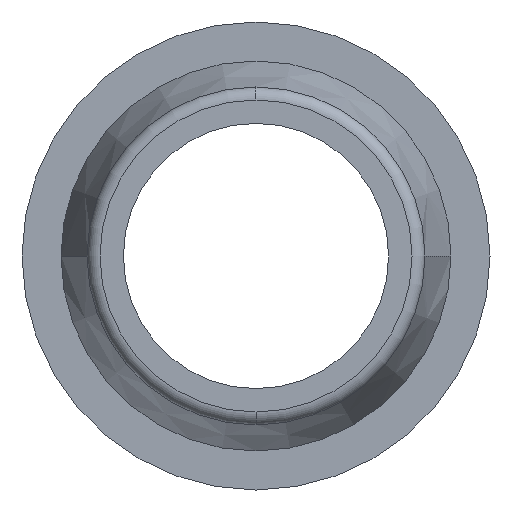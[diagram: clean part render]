
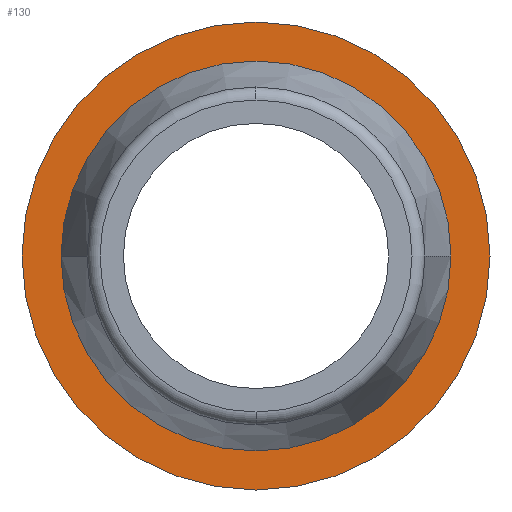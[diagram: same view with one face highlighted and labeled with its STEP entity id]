
A CAD part, front view. The second image highlights one B-rep face of the part: STEP entity #130.
In plain terms, the highlighted planar face has unit normal (0, -1, 0).
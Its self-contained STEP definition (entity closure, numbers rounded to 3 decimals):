
#130=ADVANCED_FACE('',(#285,#286),#287,.T.);
#285=FACE_OUTER_BOUND('',#458,.T.);
#286=FACE_BOUND('',#459,.T.);
#287=PLANE('',#460);
#458=EDGE_LOOP('',(#761,#762));
#459=EDGE_LOOP('',(#763,#764));
#460=AXIS2_PLACEMENT_3D('',#765,#766,#767);
#761=ORIENTED_EDGE('',*,*,#1077,.T.);
#762=ORIENTED_EDGE('',*,*,#1078,.T.);
#763=ORIENTED_EDGE('',*,*,#1035,.F.);
#764=ORIENTED_EDGE('',*,*,#983,.F.);
#765=CARTESIAN_POINT('',(0.0,28.0,0.0));
#766=DIRECTION('',(0.0,-1.0,0.0));
#767=DIRECTION('',(-1.0,0.0,0.0));
#983=EDGE_CURVE('',#1158,#1160,#1161,.T.);
#1035=EDGE_CURVE('',#1160,#1158,#1242,.T.);
#1077=EDGE_CURVE('',#1300,#1301,#1302,.T.);
#1078=EDGE_CURVE('',#1301,#1300,#1303,.T.);
#1158=VERTEX_POINT('',#1396);
#1160=VERTEX_POINT('',#1399);
#1161=CIRCLE('',#1400,7.5);
#1242=CIRCLE('',#1490,7.5);
#1300=VERTEX_POINT('',#1554);
#1301=VERTEX_POINT('',#1555);
#1302=CIRCLE('',#1556,9.0);
#1303=CIRCLE('',#1557,9.0);
#1396=CARTESIAN_POINT('',(7.5,28.0,0.));
#1399=CARTESIAN_POINT('',(-7.5,28.0,0.));
#1400=AXIS2_PLACEMENT_3D('',#1654,#1655,#1656);
#1490=AXIS2_PLACEMENT_3D('',#1759,#1760,#1761);
#1554=CARTESIAN_POINT('',(9.0,28.0,0.0));
#1555=CARTESIAN_POINT('',(-9.0,28.0,0.));
#1556=AXIS2_PLACEMENT_3D('',#1834,#1835,#1836);
#1557=AXIS2_PLACEMENT_3D('',#1837,#1838,#1839);
#1654=CARTESIAN_POINT('',(0.0,28.0,0.0));
#1655=DIRECTION('',(0.0,-1.0,0.0));
#1656=DIRECTION('',(1.0,0.0,0.0));
#1759=CARTESIAN_POINT('',(0.0,28.0,0.0));
#1760=DIRECTION('',(0.0,-1.0,0.0));
#1761=DIRECTION('',(1.0,0.0,0.0));
#1834=CARTESIAN_POINT('',(0.0,28.0,0.0));
#1835=DIRECTION('',(0.0,-1.0,0.0));
#1836=DIRECTION('',(1.0,0.0,0.0));
#1837=CARTESIAN_POINT('',(0.0,28.0,0.0));
#1838=DIRECTION('',(0.0,-1.0,0.0));
#1839=DIRECTION('',(1.0,0.0,0.0));
